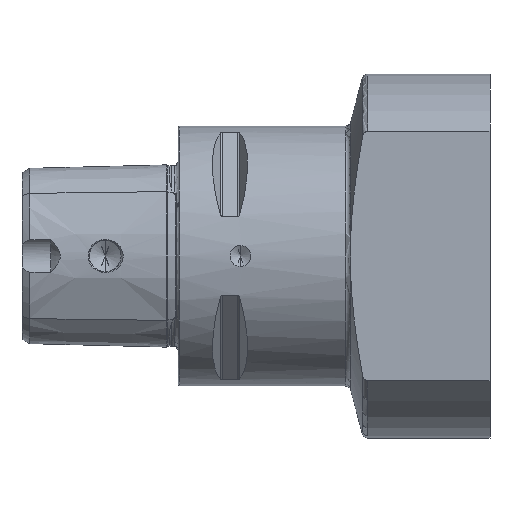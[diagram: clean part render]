
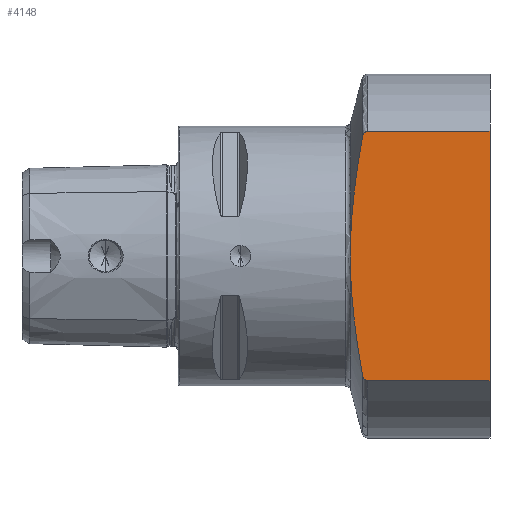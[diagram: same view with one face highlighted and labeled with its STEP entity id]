
A CAD part, front view. The second image highlights one B-rep face of the part: STEP entity #4148.
In plain terms, the highlighted planar face has unit normal (0, -1, 0).
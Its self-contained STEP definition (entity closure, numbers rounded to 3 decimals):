
#17 = CARTESIAN_POINT ( 'NONE',  ( 36.314, -25.5, -23.974 ) ) ;
#24 = CARTESIAN_POINT ( 'NONE',  ( 35.859, -25.5, 23.704 ) ) ;
#33 = CARTESIAN_POINT ( 'NONE',  ( 34.401, -25.5, -16.487 ) ) ;
#168 = CARTESIAN_POINT ( 'NONE',  ( 35.481, -25.5, 22.878 ) ) ;
#206 = AXIS2_PLACEMENT_3D ( 'NONE', #3356, #480, #2339 ) ;
#237 = CARTESIAN_POINT ( 'NONE',  ( 33.199, -25.5, -3.515 ) ) ;
#260 = CARTESIAN_POINT ( 'NONE',  ( 35.504, -25.5, -23.007 ) ) ;
#339 = EDGE_CURVE ( 'NONE', #3196, #3078, #2024, .T. ) ;
#388 = CARTESIAN_POINT ( 'NONE',  ( 35.481, -25.5, 22.878 ) ) ;
#394 = ORIENTED_EDGE ( 'NONE', *, *, #339, .T. ) ;
#477 = CARTESIAN_POINT ( 'NONE',  ( 36.447, -25.5, 23.974 ) ) ;
#480 = DIRECTION ( 'NONE',  ( 0., 1., 0. ) ) ;
#484 = B_SPLINE_CURVE_WITH_KNOTS ( 'NONE', 3,
 ( #2598, #260, #2048, #1925, #1114, #2059, #1415, #4184, #17, #2862 ),
 .UNSPECIFIED., .F., .F.,
 ( 4, 2, 2, 2, 4 ),
 ( 0.007, 0.007, 0.007, 0.008, 0.008 ),
 .UNSPECIFIED. ) ;
#582 = EDGE_CURVE ( 'NONE', #3078, #2844, #1079, .T. ) ;
#604 = EDGE_CURVE ( 'NONE', #2844, #844, #1998, .T. ) ;
#642 = CARTESIAN_POINT ( 'NONE',  ( 33.199, -25.5, 3.515 ) ) ;
#686 = ORIENTED_EDGE ( 'NONE', *, *, #739, .T. ) ;
#691 = CARTESIAN_POINT ( 'NONE',  ( 33.113, -25.5, -1.16 ) ) ;
#695 = ORIENTED_EDGE ( 'NONE', *, *, #604, .T. ) ;
#739 = EDGE_CURVE ( 'NONE', #3507, #2482, #484, .T. ) ;
#844 = VERTEX_POINT ( 'NONE', #1012 ) ;
#1003 = CARTESIAN_POINT ( 'NONE',  ( 60., -25.5, -35. ) ) ;
#1012 = CARTESIAN_POINT ( 'NONE',  ( 33.199, -25.5, 3.515 ) ) ;
#1057 = CARTESIAN_POINT ( 'NONE',  ( 33.112, -25.5, 1.184 ) ) ;
#1079 = B_SPLINE_CURVE_WITH_KNOTS ( 'NONE', 3,
 ( #2509, #2697, #1439, #4121, #24, #3688, #1787, #3817, #1912, #1478 ),
 .UNSPECIFIED., .F., .F.,
 ( 4, 2, 2, 2, 4 ),
 ( 0.004, 0.005, 0.005, 0.005, 0.006 ),
 .UNSPECIFIED. ) ;
#1114 = CARTESIAN_POINT ( 'NONE',  ( 35.7, -25.5, -23.494 ) ) ;
#1135 = LINE ( 'NONE', #1924, #2695 ) ;
#1181 = CARTESIAN_POINT ( 'NONE',  ( 33.177, -25.5, 2.933 ) ) ;
#1191 = VECTOR ( 'NONE', #1597, 1000. ) ;
#1415 = CARTESIAN_POINT ( 'NONE',  ( 35.955, -25.5, -23.798 ) ) ;
#1439 = CARTESIAN_POINT ( 'NONE',  ( 36.183, -25.5, 23.934 ) ) ;
#1478 = CARTESIAN_POINT ( 'NONE',  ( 35.481, -25.5, 22.878 ) ) ;
#1521 = CARTESIAN_POINT ( 'NONE',  ( 33.604, -25.5, 10.036 ) ) ;
#1597 = DIRECTION ( 'NONE',  ( -1., 0., 0. ) ) ;
#1644 = CARTESIAN_POINT ( 'NONE',  ( 33.604, -25.5, -10.04 ) ) ;
#1670 = CARTESIAN_POINT ( 'NONE',  ( 33.318, -25.5, 6.791 ) ) ;
#1742 = LINE ( 'NONE', #1003, #3759 ) ;
#1787 = CARTESIAN_POINT ( 'NONE',  ( 35.637, -25.5, 23.378 ) ) ;
#1830 = CARTESIAN_POINT ( 'NONE',  ( 36.447, -25.5, -23.974 ) ) ;
#1854 = CARTESIAN_POINT ( 'NONE',  ( 60., -25.5, 23.974 ) ) ;
#1884 = EDGE_CURVE ( 'NONE', #3211, #3196, #1742, .T. ) ;
#1912 = CARTESIAN_POINT ( 'NONE',  ( 35.504, -25.5, 23.008 ) ) ;
#1924 = CARTESIAN_POINT ( 'NONE',  ( 75.292, -25.5, -23.974 ) ) ;
#1925 = CARTESIAN_POINT ( 'NONE',  ( 35.637, -25.5, -23.378 ) ) ;
#1932 = CARTESIAN_POINT ( 'NONE',  ( 33.15, -25.5, -2.338 ) ) ;
#1935 = EDGE_CURVE ( 'NONE', #2482, #3211, #1135, .T. ) ;
#1959 = CARTESIAN_POINT ( 'NONE',  ( 75.292, -25.5, 23.974 ) ) ;
#1994 = VERTEX_POINT ( 'NONE', #237 ) ;
#1998 = B_SPLINE_CURVE_WITH_KNOTS ( 'NONE', 3,
 ( #388, #2555, #2202, #1521, #1670, #642 ),
 .UNSPECIFIED., .F., .F.,
 ( 4, 2, 4 ),
 ( 0.054, 0.064, 0.073 ),
 .UNSPECIFIED. ) ;
#2024 = LINE ( 'NONE', #1959, #1191 ) ;
#2046 = CARTESIAN_POINT ( 'NONE',  ( 33.099, -25.5, -0.128 ) ) ;
#2048 = CARTESIAN_POINT ( 'NONE',  ( 35.539, -25.5, -23.133 ) ) ;
#2059 = CARTESIAN_POINT ( 'NONE',  ( 35.859, -25.5, -23.705 ) ) ;
#2117 = DIRECTION ( 'NONE',  ( 1., 0., 0. ) ) ;
#2202 = CARTESIAN_POINT ( 'NONE',  ( 34.401, -25.5, 16.484 ) ) ;
#2209 = CARTESIAN_POINT ( 'NONE',  ( 33.102, -25.5, -0.571 ) ) ;
#2232 = CARTESIAN_POINT ( 'NONE',  ( 33.319, -25.5, -6.794 ) ) ;
#2339 = DIRECTION ( 'NONE',  ( 0., 0., 1. ) ) ;
#2441 = CARTESIAN_POINT ( 'NONE',  ( 33.151, -25.5, 2.35 ) ) ;
#2482 = VERTEX_POINT ( 'NONE', #1830 ) ;
#2509 = CARTESIAN_POINT ( 'NONE',  ( 36.447, -25.5, 23.974 ) ) ;
#2555 = CARTESIAN_POINT ( 'NONE',  ( 34.91, -25.5, 19.687 ) ) ;
#2574 = CARTESIAN_POINT ( 'NONE',  ( 33.199, -25.5, -3.515 ) ) ;
#2598 = CARTESIAN_POINT ( 'NONE',  ( 35.481, -25.5, -22.878 ) ) ;
#2657 = CARTESIAN_POINT ( 'NONE',  ( 33.199, -25.5, 3.515 ) ) ;
#2695 = VECTOR ( 'NONE', #2117, 1000. ) ;
#2697 = CARTESIAN_POINT ( 'NONE',  ( 36.315, -25.5, 23.974 ) ) ;
#2838 = ORIENTED_EDGE ( 'NONE', *, *, #1935, .T. ) ;
#2844 = VERTEX_POINT ( 'NONE', #168 ) ;
#2846 = ORIENTED_EDGE ( 'NONE', *, *, #3320, .T. ) ;
#2862 = CARTESIAN_POINT ( 'NONE',  ( 36.447, -25.5, -23.974 ) ) ;
#3078 = VERTEX_POINT ( 'NONE', #477 ) ;
#3105 = B_SPLINE_CURVE_WITH_KNOTS ( 'NONE', 3,
 ( #2574, #2232, #1644, #33, #3610, #4097 ),
 .UNSPECIFIED., .F., .F.,
 ( 4, 2, 4 ),
 ( 0.08, 0.09, 0.1 ),
 .UNSPECIFIED. ) ;
#3196 = VERTEX_POINT ( 'NONE', #1854 ) ;
#3206 = CARTESIAN_POINT ( 'NONE',  ( 33.177, -25.5, -2.927 ) ) ;
#3211 = VERTEX_POINT ( 'NONE', #3831 ) ;
#3231 = CARTESIAN_POINT ( 'NONE',  ( 33.104, -25.5, -0.718 ) ) ;
#3286 = FACE_OUTER_BOUND ( 'NONE', #3981, .T. ) ;
#3320 = EDGE_CURVE ( 'NONE', #1994, #3507, #3105, .T. ) ;
#3356 = CARTESIAN_POINT ( 'NONE',  ( 32.233, -25.5, -35. ) ) ;
#3404 = PLANE ( 'NONE',  #206 ) ;
#3425 = DIRECTION ( 'NONE',  ( 0., 0., 1. ) ) ;
#3492 = ORIENTED_EDGE ( 'NONE', *, *, #4060, .T. ) ;
#3507 = VERTEX_POINT ( 'NONE', #3777 ) ;
#3530 = ORIENTED_EDGE ( 'NONE', *, *, #1884, .T. ) ;
#3610 = CARTESIAN_POINT ( 'NONE',  ( 34.91, -25.5, -19.689 ) ) ;
#3630 = ORIENTED_EDGE ( 'NONE', *, *, #582, .T. ) ;
#3688 = CARTESIAN_POINT ( 'NONE',  ( 35.7, -25.5, 23.495 ) ) ;
#3752 = B_SPLINE_CURVE_WITH_KNOTS ( 'NONE', 3,
 ( #2657, #1181, #2441, #1057, #3823, #2046, #3992, #2209, #3231, #691, #3873, #1932, #3206, #3844 ),
 .UNSPECIFIED., .F., .F.,
 ( 4, 2, 2, 2, 2, 2, 4 ),
 ( 0.033, 0.035, 0.037, 0.037, 0.038, 0.039, 0.04 ),
 .UNSPECIFIED. ) ;
#3759 = VECTOR ( 'NONE', #3425, 1000. ) ;
#3777 = CARTESIAN_POINT ( 'NONE',  ( 35.481, -25.5, -22.878 ) ) ;
#3817 = CARTESIAN_POINT ( 'NONE',  ( 35.539, -25.5, 23.134 ) ) ;
#3823 = CARTESIAN_POINT ( 'NONE',  ( 33.099, -25.5, 0.601 ) ) ;
#3831 = CARTESIAN_POINT ( 'NONE',  ( 60., -25.5, -23.974 ) ) ;
#3844 = CARTESIAN_POINT ( 'NONE',  ( 33.199, -25.5, -3.515 ) ) ;
#3873 = CARTESIAN_POINT ( 'NONE',  ( 33.121, -25.5, -1.455 ) ) ;
#3981 = EDGE_LOOP ( 'NONE', ( #394, #3630, #695, #3492, #2846, #686, #2838, #3530 ) ) ;
#3992 = CARTESIAN_POINT ( 'NONE',  ( 33.099, -25.5, -0.277 ) ) ;
#4060 = EDGE_CURVE ( 'NONE', #844, #1994, #3752, .T. ) ;
#4097 = CARTESIAN_POINT ( 'NONE',  ( 35.481, -25.5, -22.878 ) ) ;
#4121 = CARTESIAN_POINT ( 'NONE',  ( 35.956, -25.5, 23.798 ) ) ;
#4148 = ADVANCED_FACE ( 'NONE', ( #3286 ), #3404, .F. ) ;
#4184 = CARTESIAN_POINT ( 'NONE',  ( 36.184, -25.5, -23.934 ) ) ;
